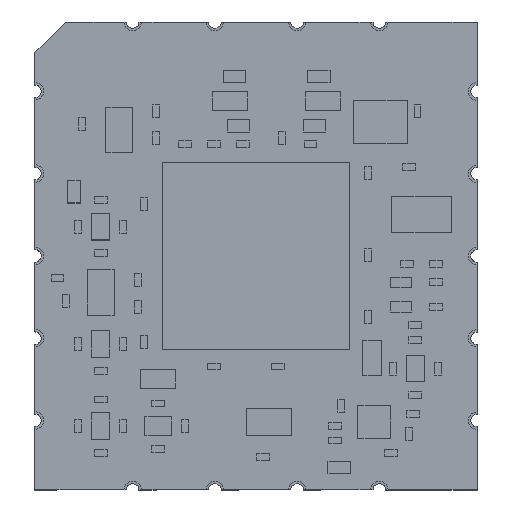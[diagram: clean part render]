
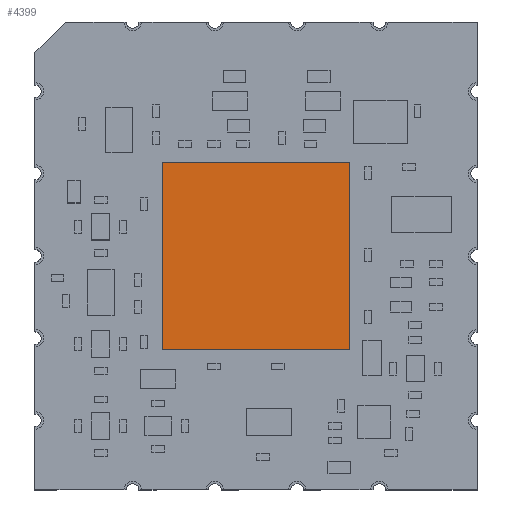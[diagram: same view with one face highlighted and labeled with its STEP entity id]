
A CAD part, top view. The second image highlights one B-rep face of the part: STEP entity #4399.
In plain terms, the highlighted planar face has unit normal (0, 0, 1).
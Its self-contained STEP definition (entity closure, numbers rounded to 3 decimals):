
#1005=FACE_OUTER_BOUND('',#1246,.T.);
#1246=EDGE_LOOP('',(#3392,#3393,#3394,#3395));
#1527=LINE('',#7338,#1938);
#1530=LINE('',#7344,#1941);
#1533=LINE('',#7350,#1944);
#1536=LINE('',#7355,#1947);
#1938=VECTOR('',#5683,1.);
#1941=VECTOR('',#5688,1.);
#1944=VECTOR('',#5693,1.);
#1947=VECTOR('',#5698,1.);
#2344=VERTEX_POINT('',#7335);
#2345=VERTEX_POINT('',#7337);
#2347=VERTEX_POINT('',#7343);
#2349=VERTEX_POINT('',#7349);
#2731=EDGE_CURVE('',#2344,#2345,#1527,.T.);
#2734=EDGE_CURVE('',#2345,#2347,#1530,.T.);
#2737=EDGE_CURVE('',#2347,#2349,#1533,.T.);
#2740=EDGE_CURVE('',#2349,#2344,#1536,.T.);
#3392=ORIENTED_EDGE('',*,*,#2731,.F.);
#3393=ORIENTED_EDGE('',*,*,#2740,.F.);
#3394=ORIENTED_EDGE('',*,*,#2737,.F.);
#3395=ORIENTED_EDGE('',*,*,#2734,.F.);
#4194=PLANE('',#4892);
#4399=ADVANCED_FACE('',(#1005),#4194,.T.);
#4892=AXIS2_PLACEMENT_3D('',#7358,#5702,#5703);
#5683=DIRECTION('',(1.,0.,0.));
#5688=DIRECTION('',(0.,-1.,0.));
#5693=DIRECTION('',(-1.,0.,0.));
#5698=DIRECTION('',(0.,1.,0.));
#5702=DIRECTION('center_axis',(0.,0.,1.));
#5703=DIRECTION('ref_axis',(1.,0.,0.));
#7335=CARTESIAN_POINT('',(-4.55,4.55,1.));
#7337=CARTESIAN_POINT('',(4.55,4.55,1.));
#7338=CARTESIAN_POINT('',(-4.55,4.55,1.));
#7343=CARTESIAN_POINT('',(4.55,-4.55,1.));
#7344=CARTESIAN_POINT('',(4.55,4.55,1.));
#7349=CARTESIAN_POINT('',(-4.55,-4.55,1.));
#7350=CARTESIAN_POINT('',(4.55,-4.55,1.));
#7355=CARTESIAN_POINT('',(-4.55,-4.55,1.));
#7358=CARTESIAN_POINT('Origin',(-4.55,4.55,1.));
